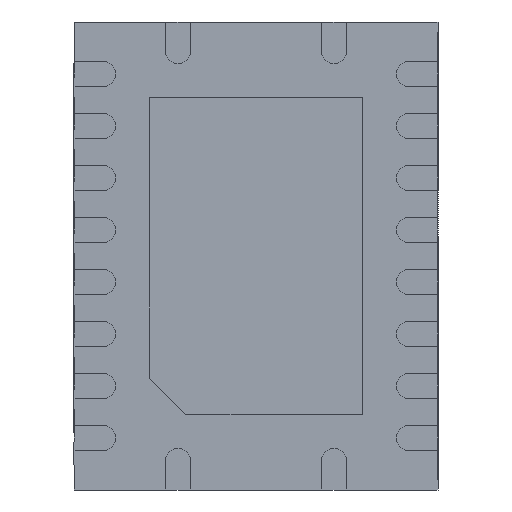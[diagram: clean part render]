
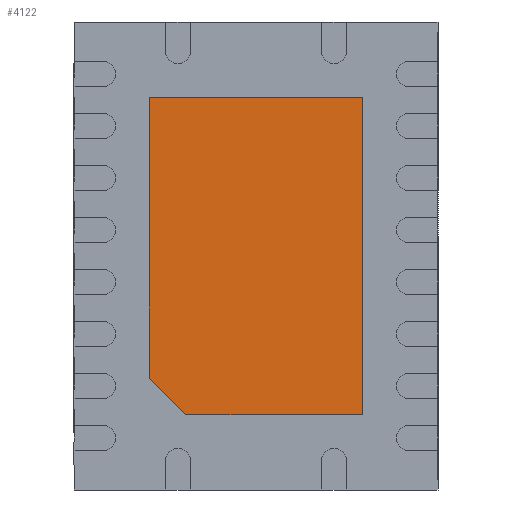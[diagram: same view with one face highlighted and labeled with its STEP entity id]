
A CAD part, front view. The second image highlights one B-rep face of the part: STEP entity #4122.
In plain terms, the highlighted planar face has unit normal (0, -1, 0).
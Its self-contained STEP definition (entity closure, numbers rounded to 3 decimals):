
#48 = CARTESIAN_POINT ( 'NONE',  ( 1.025, 0., 1.525 ) ) ;
#98 = DIRECTION ( 'NONE',  ( -0.707, 0., 0.707 ) ) ;
#378 = AXIS2_PLACEMENT_3D ( 'NONE', #8328, #3111, #3085 ) ;
#439 = VECTOR ( 'NONE', #6974, 1000. ) ;
#658 = LINE ( 'NONE', #2033, #7869 ) ;
#831 = EDGE_CURVE ( 'NONE', #4184, #6358, #7499, .T. ) ;
#1077 = VERTEX_POINT ( 'NONE', #48 ) ;
#1093 = ORIENTED_EDGE ( 'NONE', *, *, #1232, .F. ) ;
#1232 = EDGE_CURVE ( 'NONE', #4184, #2266, #658, .T. ) ;
#1286 = DIRECTION ( 'NONE',  ( 0., 0., -1. ) ) ;
#1343 = VECTOR ( 'NONE', #1286, 1000. ) ;
#1414 = VECTOR ( 'NONE', #8123, 1000. ) ;
#1716 = CARTESIAN_POINT ( 'NONE',  ( -1.025, 0., 1.525 ) ) ;
#1739 = ORIENTED_EDGE ( 'NONE', *, *, #831, .T. ) ;
#1802 = CARTESIAN_POINT ( 'NONE',  ( -0.675, 0., -1.525 ) ) ;
#2033 = CARTESIAN_POINT ( 'NONE',  ( -0.675, 0., -1.525 ) ) ;
#2107 = EDGE_LOOP ( 'NONE', ( #6604, #1093, #1739, #5740, #8106 ) ) ;
#2249 = VERTEX_POINT ( 'NONE', #1716 ) ;
#2266 = VERTEX_POINT ( 'NONE', #2939 ) ;
#2939 = CARTESIAN_POINT ( 'NONE',  ( -1.025, 0., -1.175 ) ) ;
#3085 = DIRECTION ( 'NONE',  ( 0., 0., -1. ) ) ;
#3093 = CARTESIAN_POINT ( 'NONE',  ( 1.025, 0., -1.525 ) ) ;
#3111 = DIRECTION ( 'NONE',  ( 0., -1., 0. ) ) ;
#3477 = FACE_OUTER_BOUND ( 'NONE', #2107, .T. ) ;
#3589 = CARTESIAN_POINT ( 'NONE',  ( 1.025, 0., -1.525 ) ) ;
#3650 = CARTESIAN_POINT ( 'NONE',  ( 1.025, 0., 1.525 ) ) ;
#3904 = LINE ( 'NONE', #3093, #439 ) ;
#4122 = ADVANCED_FACE ( 'NONE', ( #3477 ), #5606, .T. ) ;
#4184 = VERTEX_POINT ( 'NONE', #1802 ) ;
#4188 = CARTESIAN_POINT ( 'NONE',  ( 1.025, 0., -1.525 ) ) ;
#4266 = DIRECTION ( 'NONE',  ( -1., 0., 0. ) ) ;
#5149 = EDGE_CURVE ( 'NONE', #2249, #2266, #5795, .T. ) ;
#5262 = CARTESIAN_POINT ( 'NONE',  ( -1.025, 0., -1.525 ) ) ;
#5606 = PLANE ( 'NONE',  #378 ) ;
#5740 = ORIENTED_EDGE ( 'NONE', *, *, #8348, .T. ) ;
#5795 = LINE ( 'NONE', #5262, #1343 ) ;
#6243 = EDGE_CURVE ( 'NONE', #1077, #2249, #7072, .T. ) ;
#6358 = VERTEX_POINT ( 'NONE', #4188 ) ;
#6604 = ORIENTED_EDGE ( 'NONE', *, *, #5149, .T. ) ;
#6855 = VECTOR ( 'NONE', #4266, 1000. ) ;
#6974 = DIRECTION ( 'NONE',  ( 0., 0., 1. ) ) ;
#7072 = LINE ( 'NONE', #3650, #6855 ) ;
#7499 = LINE ( 'NONE', #3589, #1414 ) ;
#7869 = VECTOR ( 'NONE', #98, 1000. ) ;
#8106 = ORIENTED_EDGE ( 'NONE', *, *, #6243, .T. ) ;
#8123 = DIRECTION ( 'NONE',  ( 1., 0., 0. ) ) ;
#8328 = CARTESIAN_POINT ( 'NONE',  ( 0., 0., 0. ) ) ;
#8348 = EDGE_CURVE ( 'NONE', #6358, #1077, #3904, .T. ) ;
